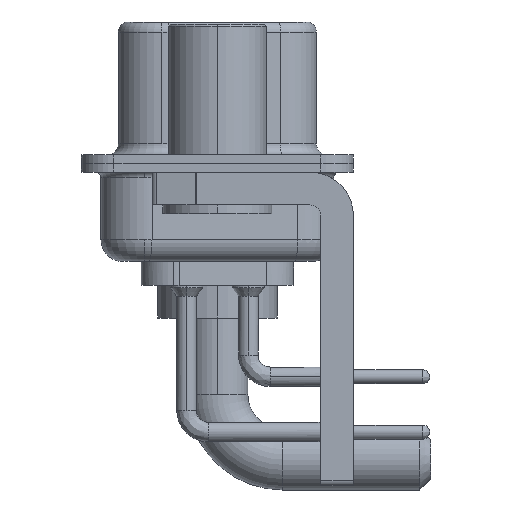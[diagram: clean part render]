
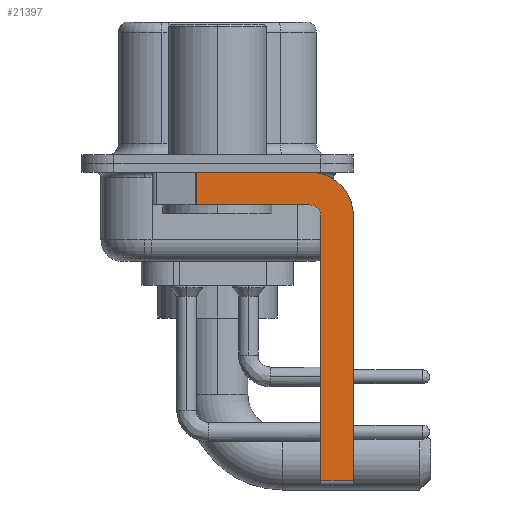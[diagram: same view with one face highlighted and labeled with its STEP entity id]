
A CAD part, left-side view. The second image highlights one B-rep face of the part: STEP entity #21397.
In plain terms, the highlighted planar face has unit normal (-1, 0, 0).
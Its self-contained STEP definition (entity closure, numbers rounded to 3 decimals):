
#913 = CARTESIAN_POINT ( 'NONE',  ( -2.9, -4.25, -1.9 ) ) ;
#933 = EDGE_CURVE ( 'NONE', #9566, #7708, #17050, .T. ) ;
#1410 = VERTEX_POINT ( 'NONE', #9364 ) ;
#1457 = VECTOR ( 'NONE', #10311, 1000. ) ;
#1564 = CARTESIAN_POINT ( 'NONE',  ( -2.9, -4.25, -2.4 ) ) ;
#1753 = VECTOR ( 'NONE', #5977, 1000. ) ;
#2232 = CARTESIAN_POINT ( 'NONE',  ( -2.9, -4.25, -2.4 ) ) ;
#2337 = DIRECTION ( 'NONE',  ( 0., 0., -1. ) ) ;
#2758 = CARTESIAN_POINT ( 'NONE',  ( -2.9, -4.25, -1.9 ) ) ;
#3109 = DIRECTION ( 'NONE',  ( 0., 0., 1. ) ) ;
#3457 = VECTOR ( 'NONE', #4155, 1000. ) ;
#3576 = VERTEX_POINT ( 'NONE', #5979 ) ;
#3788 = CARTESIAN_POINT ( 'NONE',  ( -2.9, 0.978, -1.9 ) ) ;
#4103 = DIRECTION ( 'NONE',  ( 1., 0., 0. ) ) ;
#4155 = DIRECTION ( 'NONE',  ( 0., -1., 0. ) ) ;
#5782 = ORIENTED_EDGE ( 'NONE', *, *, #933, .T. ) ;
#5817 = CARTESIAN_POINT ( 'NONE',  ( -2.9, -4.25, -14.55 ) ) ;
#5831 = EDGE_CURVE ( 'NONE', #3576, #11808, #7081, .T. ) ;
#5866 = CARTESIAN_POINT ( 'NONE',  ( -2.9, 3., -0.4 ) ) ;
#5977 = DIRECTION ( 'NONE',  ( 0., -1., 0. ) ) ;
#5979 = CARTESIAN_POINT ( 'NONE',  ( -2.9, -6.25, -2.4 ) ) ;
#6064 = ORIENTED_EDGE ( 'NONE', *, *, #8048, .F. ) ;
#6091 = CIRCLE ( 'NONE', #17033, 2. ) ;
#6183 = LINE ( 'NONE', #5866, #1753 ) ;
#6548 = CARTESIAN_POINT ( 'NONE',  ( -2.9, -6.25, -14.55 ) ) ;
#6859 = DIRECTION ( 'NONE',  ( 1., 0., 0. ) ) ;
#6902 = ORIENTED_EDGE ( 'NONE', *, *, #13478, .F. ) ;
#6983 = AXIS2_PLACEMENT_3D ( 'NONE', #2232, #4103, #2337 ) ;
#7081 = LINE ( 'NONE', #10624, #8797 ) ;
#7434 = ORIENTED_EDGE ( 'NONE', *, *, #16950, .F. ) ;
#7708 = VERTEX_POINT ( 'NONE', #17734 ) ;
#8048 = EDGE_CURVE ( 'NONE', #18969, #7708, #16059, .T. ) ;
#8301 = DIRECTION ( 'NONE',  ( -1., 0., 0. ) ) ;
#8442 = VERTEX_POINT ( 'NONE', #19207 ) ;
#8797 = VECTOR ( 'NONE', #17361, 1000. ) ;
#9182 = EDGE_CURVE ( 'NONE', #1410, #18969, #20346, .T. ) ;
#9185 = EDGE_LOOP ( 'NONE', ( #7434, #5782, #6064, #19416, #15549, #18053, #19695, #6902 ) ) ;
#9364 = CARTESIAN_POINT ( 'NONE',  ( -2.9, -4.75, -2.4 ) ) ;
#9549 = VERTEX_POINT ( 'NONE', #13122 ) ;
#9566 = VERTEX_POINT ( 'NONE', #13020 ) ;
#10311 = DIRECTION ( 'NONE',  ( 0., 0., -1. ) ) ;
#10624 = CARTESIAN_POINT ( 'NONE',  ( -2.9, -6.25, -2.4 ) ) ;
#10637 = PLANE ( 'NONE',  #6983 ) ;
#11323 = CARTESIAN_POINT ( 'NONE',  ( -2.9, -4.75, -14.8 ) ) ;
#11808 = VERTEX_POINT ( 'NONE', #6548 ) ;
#11833 = VECTOR ( 'NONE', #21145, 1000. ) ;
#13020 = CARTESIAN_POINT ( 'NONE',  ( -2.9, 0.978, -0.4 ) ) ;
#13122 = CARTESIAN_POINT ( 'NONE',  ( -2.9, -4.75, -14.55 ) ) ;
#13478 = EDGE_CURVE ( 'NONE', #8442, #3576, #6091, .T. ) ;
#14631 = DIRECTION ( 'NONE',  ( 0., 0., 1. ) ) ;
#15549 = ORIENTED_EDGE ( 'NONE', *, *, #16613, .F. ) ;
#16059 = LINE ( 'NONE', #913, #11833 ) ;
#16613 = EDGE_CURVE ( 'NONE', #9549, #1410, #18062, .T. ) ;
#16950 = EDGE_CURVE ( 'NONE', #9566, #8442, #6183, .T. ) ;
#17033 = AXIS2_PLACEMENT_3D ( 'NONE', #18680, #6859, #19898 ) ;
#17050 = LINE ( 'NONE', #3788, #1457 ) ;
#17361 = DIRECTION ( 'NONE',  ( 0., 0., -1. ) ) ;
#17474 = FACE_OUTER_BOUND ( 'NONE', #9185, .T. ) ;
#17700 = VECTOR ( 'NONE', #14631, 1000. ) ;
#17734 = CARTESIAN_POINT ( 'NONE',  ( -2.9, 0.978, -1.9 ) ) ;
#18053 = ORIENTED_EDGE ( 'NONE', *, *, #21003, .T. ) ;
#18062 = LINE ( 'NONE', #11323, #17700 ) ;
#18680 = CARTESIAN_POINT ( 'NONE',  ( -2.9, -4.25, -2.4 ) ) ;
#18969 = VERTEX_POINT ( 'NONE', #2758 ) ;
#19184 = LINE ( 'NONE', #5817, #3457 ) ;
#19207 = CARTESIAN_POINT ( 'NONE',  ( -2.9, -4.25, -0.4 ) ) ;
#19416 = ORIENTED_EDGE ( 'NONE', *, *, #9182, .F. ) ;
#19695 = ORIENTED_EDGE ( 'NONE', *, *, #5831, .F. ) ;
#19898 = DIRECTION ( 'NONE',  ( 0., 0., -1. ) ) ;
#19990 = AXIS2_PLACEMENT_3D ( 'NONE', #1564, #8301, #3109 ) ;
#20346 = CIRCLE ( 'NONE', #19990, 0.5 ) ;
#21003 = EDGE_CURVE ( 'NONE', #9549, #11808, #19184, .T. ) ;
#21145 = DIRECTION ( 'NONE',  ( 0., 1., 0. ) ) ;
#21397 = ADVANCED_FACE ( 'NONE', ( #17474 ), #10637, .F. ) ;
